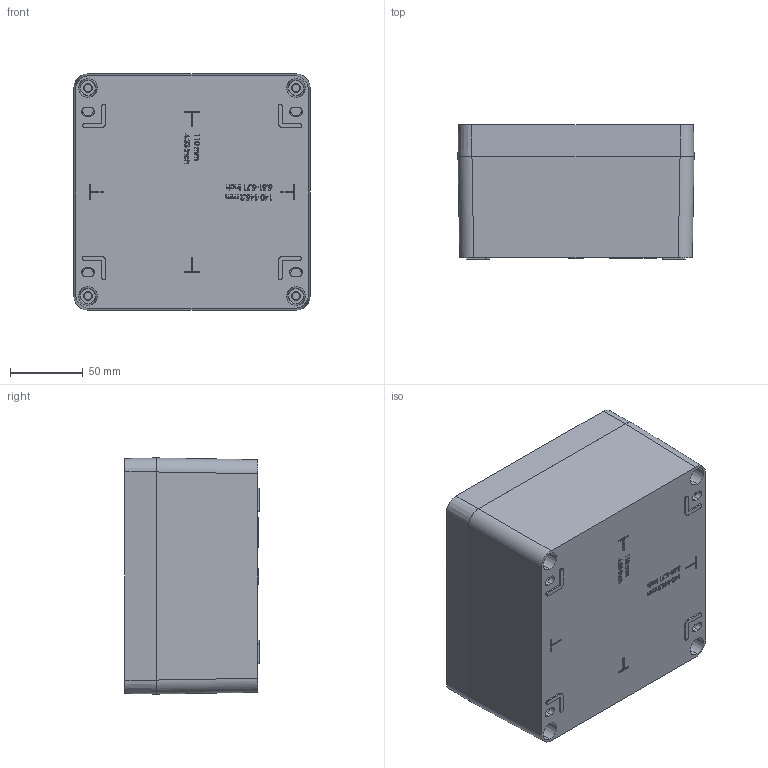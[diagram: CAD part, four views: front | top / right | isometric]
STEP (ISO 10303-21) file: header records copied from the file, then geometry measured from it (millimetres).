
FILE_DESCRIPTION (( 'STEP AP203' ), '1' );
FILE_NAME ('ALN161609.STEP', '2019-03-12T07:38:29', ( '' ), ( '' ), 'SwSTEP 2.0', 'SolidWorks 2018', '' );
FILE_SCHEMA (( 'CONFIG_CONTROL_DESIGN' ));
Length unit declared in the file: millimetre
Products named in the file (7): M6 earth screw _Cu; 28543; FIBOX_ALN161607B; 28691; Lockwasher Cu M6; ALN161609; FIBOX ALN_161602C
Assembly tree (9 placements, depth 3):
  ALN161609
    FIBOX_ALN161607B
    FIBOX ALN_161602C
    28691
      M6 earth screw _Cu
      Lockwasher Cu M6
    28543  x4
Bounding box: 161.76 x 92 x 161.76 mm (x, y, z)
Volume: 489804.1 mm3; surface area: 248567.1 mm2
Topology: 8 solids, 8 shells, 1485 faces, 3801 edges, 2474 vertices
Faces by surface type: plane 669, cylinder 294, bspline 271, cone 204, torus 45, sphere 2
Entity records: 54867 total; most frequent: CARTESIAN_POINT 24955, ORIENTED_EDGE 6478, DIRECTION 5270, EDGE_CURVE 3239, VERTEX_POINT 2123, AXIS2_PLACEMENT_3D 1805, LINE 1660, VECTOR 1660
